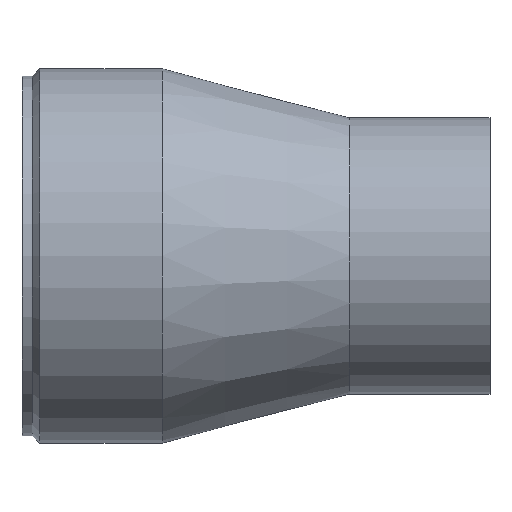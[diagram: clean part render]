
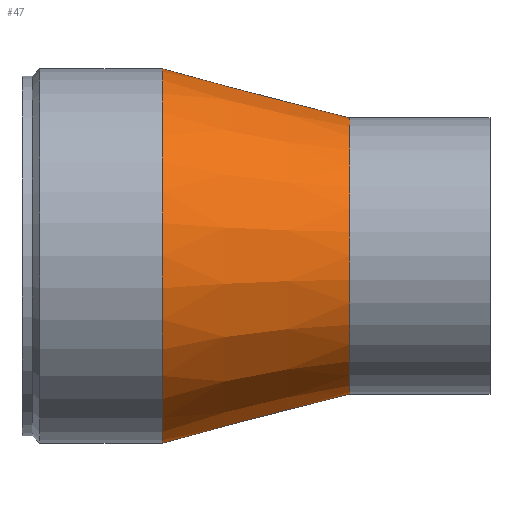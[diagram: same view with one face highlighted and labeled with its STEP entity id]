
A CAD part, top view. The second image highlights one B-rep face of the part: STEP entity #47.
In plain terms, the highlighted conical face has half-angle 14.708 degrees and reference radius 14.75 mm.
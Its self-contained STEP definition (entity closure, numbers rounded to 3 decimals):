
#47 = ADVANCED_FACE( '', ( #100, #101 ), #102, .T. );
#100 = FACE_OUTER_BOUND( '', #159, .T. );
#101 = FACE_BOUND( '', #160, .T. );
#102 = CONICAL_SURFACE( '', #161, 14.75, 0.257 );
#159 = EDGE_LOOP( '', ( #222 ) );
#160 = EDGE_LOOP( '', ( #223 ) );
#161 = AXIS2_PLACEMENT_3D( '', #224, #225, #226 );
#222 = ORIENTED_EDGE( '', *, *, #280, .T. );
#223 = ORIENTED_EDGE( '', *, *, #283, .F. );
#224 = CARTESIAN_POINT( '', ( 0., 0., 0. ) );
#225 = DIRECTION( '', ( -1., 0., 0. ) );
#226 = DIRECTION( '', ( 0., 0., 1. ) );
#280 = EDGE_CURVE( '', #313, #313, #314, .T. );
#283 = EDGE_CURVE( '', #317, #317, #318, .T. );
#313 = VERTEX_POINT( '', #352 );
#314 = CIRCLE( '', #353, 20. );
#317 = VERTEX_POINT( '', #356 );
#318 = CIRCLE( '', #357, 14.75 );
#352 = CARTESIAN_POINT( '', ( -20., 0., -20. ) );
#353 = AXIS2_PLACEMENT_3D( '', #394, #395, #396 );
#356 = CARTESIAN_POINT( '', ( 0., 0., -14.75 ) );
#357 = AXIS2_PLACEMENT_3D( '', #397, #398, #399 );
#394 = CARTESIAN_POINT( '', ( -20., 0., 0. ) );
#395 = DIRECTION( '', ( 1., 0., 0. ) );
#396 = DIRECTION( '', ( 0., 0., -1. ) );
#397 = CARTESIAN_POINT( '', ( 0., 0., 0. ) );
#398 = DIRECTION( '', ( 1., 0., 0. ) );
#399 = DIRECTION( '', ( 0., 0., -1. ) );
